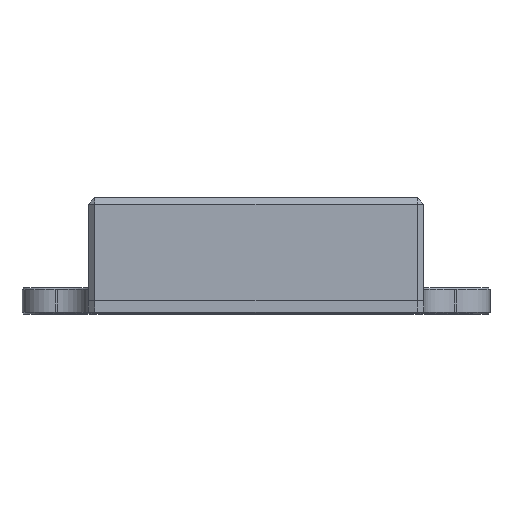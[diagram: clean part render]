
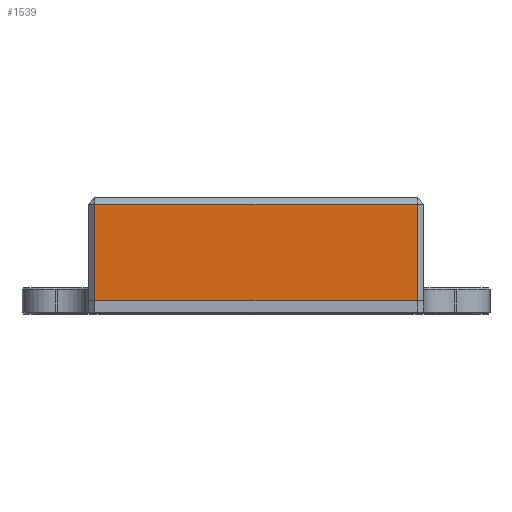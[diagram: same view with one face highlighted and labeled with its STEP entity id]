
A CAD part, top view. The second image highlights one B-rep face of the part: STEP entity #1539.
In plain terms, the highlighted planar face has unit normal (0, 0, 1).
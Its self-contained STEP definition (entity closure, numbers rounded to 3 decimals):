
#1539 = ADVANCED_FACE('',(#1540),#1574,.F.);
#1540 = FACE_BOUND('',#1541,.T.);
#1541 = EDGE_LOOP('',(#1542,#1552,#1560,#1568));
#1542 = ORIENTED_EDGE('',*,*,#1543,.T.);
#1543 = EDGE_CURVE('',#1544,#1546,#1548,.T.);
#1544 = VERTEX_POINT('',#1545);
#1545 = CARTESIAN_POINT('',(0.508,0.,0.));
#1546 = VERTEX_POINT('',#1547);
#1547 = CARTESIAN_POINT('',(25.248,0.,0.));
#1548 = LINE('',#1549,#1550);
#1549 = CARTESIAN_POINT('',(25.756,0.,0.));
#1550 = VECTOR('',#1551,1.);
#1551 = DIRECTION('',(1.,-0.,0.));
#1552 = ORIENTED_EDGE('',*,*,#1553,.T.);
#1553 = EDGE_CURVE('',#1546,#1554,#1556,.T.);
#1554 = VERTEX_POINT('',#1555);
#1555 = CARTESIAN_POINT('',(25.248,7.417,0.));
#1556 = LINE('',#1557,#1558);
#1557 = CARTESIAN_POINT('',(25.248,7.925,0.));
#1558 = VECTOR('',#1559,1.);
#1559 = DIRECTION('',(0.,1.,0.));
#1560 = ORIENTED_EDGE('',*,*,#1561,.T.);
#1561 = EDGE_CURVE('',#1554,#1562,#1564,.T.);
#1562 = VERTEX_POINT('',#1563);
#1563 = CARTESIAN_POINT('',(0.508,7.417,0.));
#1564 = LINE('',#1565,#1566);
#1565 = CARTESIAN_POINT('',(25.756,7.417,0.));
#1566 = VECTOR('',#1567,1.);
#1567 = DIRECTION('',(-1.,0.,0.));
#1568 = ORIENTED_EDGE('',*,*,#1569,.T.);
#1569 = EDGE_CURVE('',#1562,#1544,#1570,.T.);
#1570 = LINE('',#1571,#1572);
#1571 = CARTESIAN_POINT('',(0.508,7.925,0.));
#1572 = VECTOR('',#1573,1.);
#1573 = DIRECTION('',(0.,-1.,0.));
#1574 = PLANE('',#1575);
#1575 = AXIS2_PLACEMENT_3D('',#1576,#1577,#1578);
#1576 = CARTESIAN_POINT('',(25.756,7.925,0.));
#1577 = DIRECTION('',(0.,0.,-1.));
#1578 = DIRECTION('',(-1.,0.,0.));
